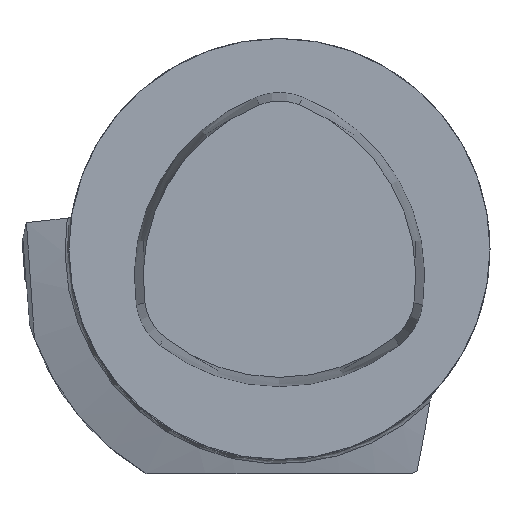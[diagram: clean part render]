
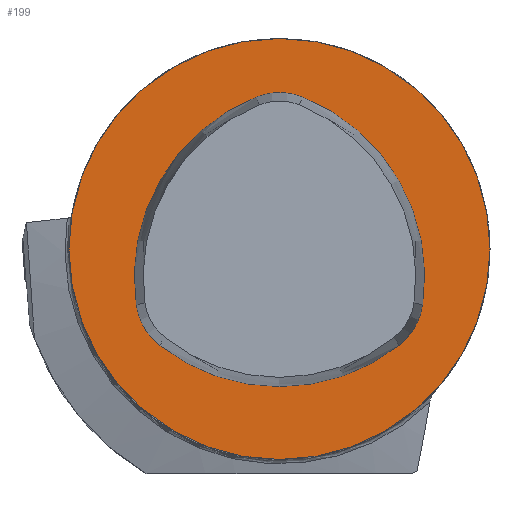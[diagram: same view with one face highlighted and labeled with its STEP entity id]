
A CAD part, top view. The second image highlights one B-rep face of the part: STEP entity #199.
In plain terms, the highlighted planar face has unit normal (0, 0, 1).
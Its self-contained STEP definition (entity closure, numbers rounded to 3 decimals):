
#110=FACE_BOUND('',#315,.T.);
#111=FACE_BOUND('',#316,.T.);
#157=PLANE('',#1123);
#199=ADVANCED_FACE('',(#110,#111),#157,.T.);
#315=EDGE_LOOP('',(#671));
#316=EDGE_LOOP('',(#672,#673,#674,#675,#676,#677));
#341=CIRCLE('',#1115,31.5);
#342=CIRCLE('',#1117,29.);
#343=CIRCLE('',#1118,9.4);
#344=CIRCLE('',#1119,29.);
#345=CIRCLE('',#1120,9.4);
#346=CIRCLE('',#1121,29.);
#347=CIRCLE('',#1122,9.4);
#671=ORIENTED_EDGE('',*,*,#925,.T.);
#672=ORIENTED_EDGE('',*,*,#926,.F.);
#673=ORIENTED_EDGE('',*,*,#927,.F.);
#674=ORIENTED_EDGE('',*,*,#928,.F.);
#675=ORIENTED_EDGE('',*,*,#929,.F.);
#676=ORIENTED_EDGE('',*,*,#930,.F.);
#677=ORIENTED_EDGE('',*,*,#931,.F.);
#812=VERTEX_POINT('',#1707);
#813=VERTEX_POINT('',#1710);
#814=VERTEX_POINT('',#1711);
#815=VERTEX_POINT('',#1713);
#816=VERTEX_POINT('',#1715);
#817=VERTEX_POINT('',#1717);
#818=VERTEX_POINT('',#1719);
#925=EDGE_CURVE('',#812,#812,#341,.T.);
#926=EDGE_CURVE('',#813,#814,#342,.T.);
#927=EDGE_CURVE('',#815,#813,#343,.T.);
#928=EDGE_CURVE('',#816,#815,#344,.T.);
#929=EDGE_CURVE('',#817,#816,#345,.T.);
#930=EDGE_CURVE('',#818,#817,#346,.T.);
#931=EDGE_CURVE('',#814,#818,#347,.T.);
#1115=AXIS2_PLACEMENT_3D('',#1706,#1342,#1343);
#1117=AXIS2_PLACEMENT_3D('',#1709,#1346,#1347);
#1118=AXIS2_PLACEMENT_3D('',#1712,#1348,#1349);
#1119=AXIS2_PLACEMENT_3D('',#1714,#1350,#1351);
#1120=AXIS2_PLACEMENT_3D('',#1716,#1352,#1353);
#1121=AXIS2_PLACEMENT_3D('',#1718,#1354,#1355);
#1122=AXIS2_PLACEMENT_3D('',#1720,#1356,#1357);
#1123=AXIS2_PLACEMENT_3D('',#1721,#1358,#1359);
#1342=DIRECTION('',(0.,0.,1.));
#1343=DIRECTION('',(1.,0.,0.));
#1346=DIRECTION('',(0.,0.,1.));
#1347=DIRECTION('',(1.,0.,0.));
#1348=DIRECTION('',(0.,0.,1.));
#1349=DIRECTION('',(1.,0.,0.));
#1350=DIRECTION('',(0.,0.,1.));
#1351=DIRECTION('',(1.,0.,0.));
#1352=DIRECTION('',(0.,0.,1.));
#1353=DIRECTION('',(1.,0.,0.));
#1354=DIRECTION('',(0.,0.,1.));
#1355=DIRECTION('',(1.,0.,0.));
#1356=DIRECTION('',(0.,0.,1.));
#1357=DIRECTION('',(1.,0.,0.));
#1358=DIRECTION('',(0.,0.,1.));
#1359=DIRECTION('',(1.,0.,0.));
#1706=CARTESIAN_POINT('',(0.,0.,0.));
#1707=CARTESIAN_POINT('',(31.5,0.,0.));
#1709=CARTESIAN_POINT('',(7.275,-4.2,0.));
#1710=CARTESIAN_POINT('',(-3.489,22.729,0.));
#1711=CARTESIAN_POINT('',(-21.428,-8.343,0.));
#1712=CARTESIAN_POINT('',(0.,14.,0.));
#1713=CARTESIAN_POINT('',(3.489,22.729,0.));
#1714=CARTESIAN_POINT('',(-7.275,-4.2,0.));
#1715=CARTESIAN_POINT('',(21.428,-8.343,0.));
#1716=CARTESIAN_POINT('',(12.124,-7.,0.));
#1717=CARTESIAN_POINT('',(17.939,-14.386,0.));
#1718=CARTESIAN_POINT('',(0.,8.4,0.));
#1719=CARTESIAN_POINT('',(-17.939,-14.386,0.));
#1720=CARTESIAN_POINT('',(-12.124,-7.,0.));
#1721=CARTESIAN_POINT('',(0.,0.,0.));
